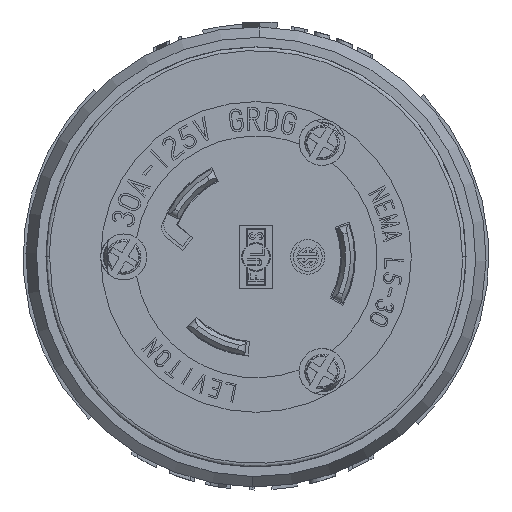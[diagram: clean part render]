
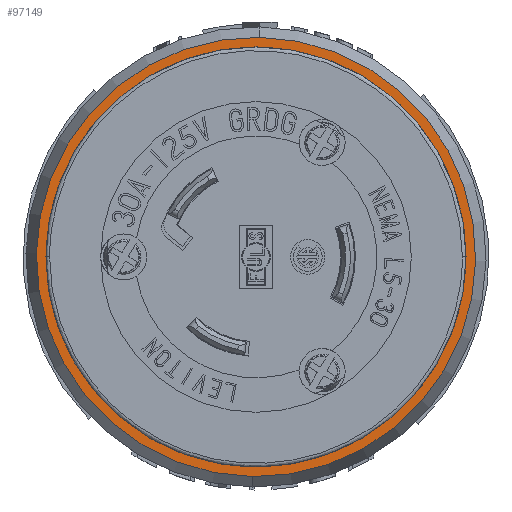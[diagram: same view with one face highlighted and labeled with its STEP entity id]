
A CAD part, left-side view. The second image highlights one B-rep face of the part: STEP entity #97149.
In plain terms, the highlighted planar face has unit normal (-1, 0, 0).
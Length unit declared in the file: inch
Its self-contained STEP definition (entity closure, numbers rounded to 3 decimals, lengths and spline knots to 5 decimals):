
#2709 = FACE_BOUND ( 'NONE', #74572, .T. ) ;
#3985 = CIRCLE ( 'NONE', #69575, 1.19278 ) ;
#4332 = EDGE_CURVE ( 'NONE', #76886, #112275, #94244, .T. ) ;
#13016 = DIRECTION ( 'NONE',  ( 1., 0., 0. ) ) ;
#16745 = AXIS2_PLACEMENT_3D ( 'NONE', #99154, #55732, #20928 ) ;
#19353 = ORIENTED_EDGE ( 'NONE', *, *, #22030, .F. ) ;
#20928 = DIRECTION ( 'NONE',  ( 0., 0.016, -1. ) ) ;
#21307 = AXIS2_PLACEMENT_3D ( 'NONE', #35235, #68358, #104922 ) ;
#22030 = EDGE_CURVE ( 'NONE', #112275, #76886, #66913, .T. ) ;
#26335 = DIRECTION ( 'NONE',  ( 0., 0.016, -1. ) ) ;
#26821 = CARTESIAN_POINT ( 'NONE',  ( 22.32743, 33.52762, 53.30974 ) ) ;
#28756 = EDGE_CURVE ( 'NONE', #61107, #99484, #3985, .T. ) ;
#34166 = DIRECTION ( 'NONE',  ( 0., 0.016, -1. ) ) ;
#34894 = CARTESIAN_POINT ( 'NONE',  ( 22.32743, 33.54472, 52.26738 ) ) ;
#35235 = CARTESIAN_POINT ( 'NONE',  ( 22.32743, 33.54472, 52.26738 ) ) ;
#38666 = CARTESIAN_POINT ( 'NONE',  ( 22.32743, 33.54472, 52.26738 ) ) ;
#40654 = ORIENTED_EDGE ( 'NONE', *, *, #28756, .F. ) ;
#41028 = CARTESIAN_POINT ( 'NONE',  ( 22.32743, 33.54472, 52.26738 ) ) ;
#42147 = DIRECTION ( 'NONE',  ( -1., 0., 0. ) ) ;
#43103 = EDGE_LOOP ( 'NONE', ( #40654, #59764 ) ) ;
#51443 = DIRECTION ( 'NONE',  ( 1., 0., 0. ) ) ;
#55732 = DIRECTION ( 'NONE',  ( 1., 0., 0. ) ) ;
#59764 = ORIENTED_EDGE ( 'NONE', *, *, #110076, .F. ) ;
#61107 = VERTEX_POINT ( 'NONE', #96283 ) ;
#64865 = PLANE ( 'NONE',  #16745 ) ;
#66913 = CIRCLE ( 'NONE', #21307, 1.0425 ) ;
#68358 = DIRECTION ( 'NONE',  ( -1., 0., 0. ) ) ;
#69575 = AXIS2_PLACEMENT_3D ( 'NONE', #34894, #51443, #26335 ) ;
#70804 = ORIENTED_EDGE ( 'NONE', *, *, #4332, .F. ) ;
#74572 = EDGE_LOOP ( 'NONE', ( #70804, #19353 ) ) ;
#76886 = VERTEX_POINT ( 'NONE', #102163 ) ;
#78090 = AXIS2_PLACEMENT_3D ( 'NONE', #38666, #13016, #99776 ) ;
#87810 = CARTESIAN_POINT ( 'NONE',  ( 22.32743, 33.52515, 53.46 ) ) ;
#94244 = CIRCLE ( 'NONE', #103376, 1.0425 ) ;
#96283 = CARTESIAN_POINT ( 'NONE',  ( 22.32743, 33.56429, 51.07476 ) ) ;
#97149 = ADVANCED_FACE ( 'NONE', ( #108263, #2709 ), #64865, .F. ) ;
#99154 = CARTESIAN_POINT ( 'NONE',  ( 22.32743, 32.27192, 53.49909 ) ) ;
#99484 = VERTEX_POINT ( 'NONE', #87810 ) ;
#99776 = DIRECTION ( 'NONE',  ( 0., -0.016, 1. ) ) ;
#102163 = CARTESIAN_POINT ( 'NONE',  ( 22.32743, 33.56182, 51.22502 ) ) ;
#103376 = AXIS2_PLACEMENT_3D ( 'NONE', #41028, #42147, #34166 ) ;
#104922 = DIRECTION ( 'NONE',  ( 0., -0.016, 1. ) ) ;
#108263 = FACE_OUTER_BOUND ( 'NONE', #43103, .T. ) ;
#110076 = EDGE_CURVE ( 'NONE', #99484, #61107, #112731, .T. ) ;
#112275 = VERTEX_POINT ( 'NONE', #26821 ) ;
#112731 = CIRCLE ( 'NONE', #78090, 1.19278 ) ;
